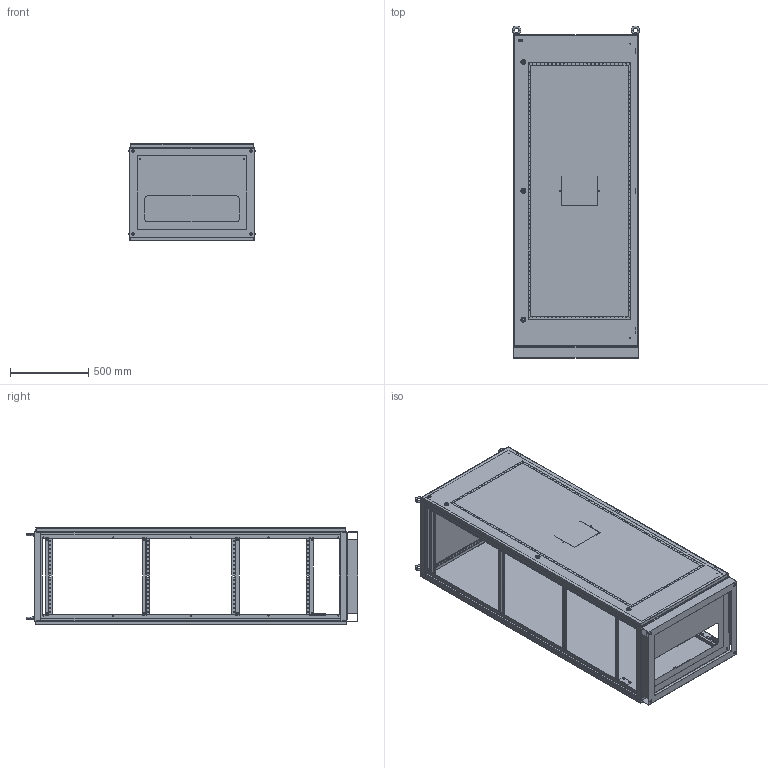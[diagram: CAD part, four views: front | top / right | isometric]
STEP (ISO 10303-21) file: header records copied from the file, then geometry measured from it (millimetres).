
FILE_DESCRIPTION (( 'STEP AP214' ), '1' );
FILE_NAME ('YKM1-C3-2086-31 Øêàô íàïîëüíûé öåëüíîñâàðíîé ÂÐÓ-1 20.80.60 IP31 TITAN.STEP', '2016-09-22T07:13:27', ( 'user' ), ( '' ), 'SwSTEP 2.0', 'SolidWorks 2014', '' );
FILE_SCHEMA (( 'AUTOMOTIVE_DESIGN' ));
Length unit declared in the file: millimetre
Products named in the file (5): Äâåðü äëÿ ÂÐÓ-1 2000õ800 IP31; Îáîëî÷êà ÂÐÓ-1 2000õ800õ600 IP31; YKM1-C3-2086-31 Øêàô íàïîëüíûé öåëüíîñâàðíîé ÂÐÓ-1 20.80.60 IP31 TITAN; Öîêîëü äëÿ ÂÐÓ 800õ600; Ñòåíêà çàäíÿÿ äëÿ ÂÐÓ-õ 2000õ800 IP31
Assembly tree (4 placements, depth 2):
  YKM1-C3-2086-31 Øêàô íàïîëüíûé öåëüíîñâàðíîé ÂÐÓ-1 20.80.60 IP31 TITAN
    Îáîëî÷êà ÂÐÓ-1 2000õ800õ600 IP31
    Äâåðü äëÿ ÂÐÓ-1 2000õ800 IP31
    Ñòåíêà çàäíÿÿ äëÿ ÂÐÓ-õ 2000õ800 IP31
    Öîêîëü äëÿ ÂÐÓ 800õ600
Bounding box: 814 x 2126 x 627.5 mm (x, y, z)
Volume: 10332366.1 mm3; surface area: 12512496.3 mm2
Topology: 26 solids, 26 shells, 2926 faces, 7670 edges, 5018 vertices
Faces by surface type: plane 1976, cylinder 754, cone 142, bspline 24, torus 22, sphere 8
Entity records: 92898 total; most frequent: CARTESIAN_POINT 17673, ORIENTED_EDGE 15340, DIRECTION 14840, EDGE_CURVE 7670, VECTOR 5606, LINE 5606, VERTEX_POINT 5018, AXIS2_PLACEMENT_3D 4617
